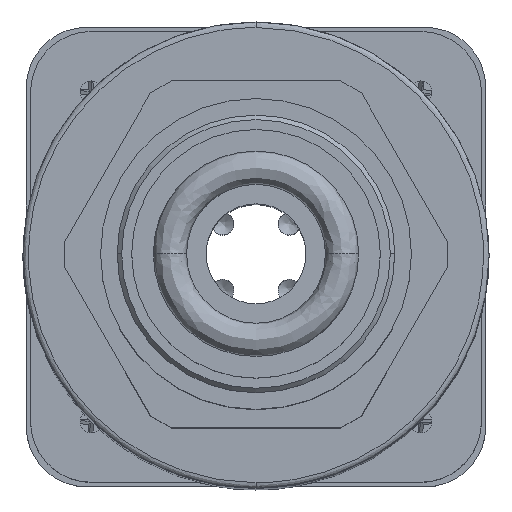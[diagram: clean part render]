
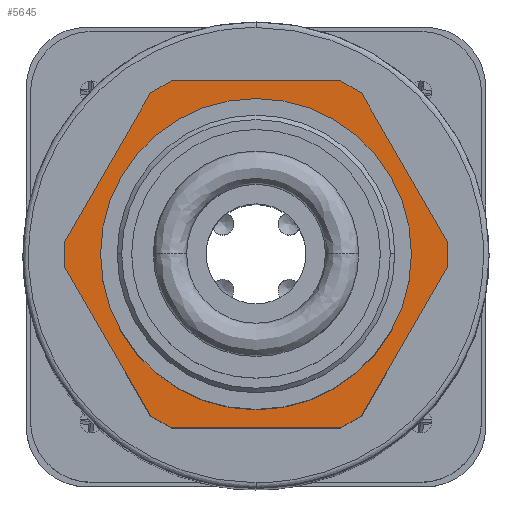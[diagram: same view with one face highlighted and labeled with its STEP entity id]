
A CAD part, top view. The second image highlights one B-rep face of the part: STEP entity #5645.
In plain terms, the highlighted planar face has unit normal (0, 0, 1).
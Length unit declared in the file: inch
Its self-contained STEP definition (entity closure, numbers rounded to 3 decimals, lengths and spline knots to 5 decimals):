
#52 = CARTESIAN_POINT ( 'NONE',  ( 0.47144, 0.0284, 0.20893 ) ) ;
#213 = LINE ( 'NONE', #7611, #9989 ) ;
#342 = ORIENTED_EDGE ( 'NONE', *, *, #4536, .T. ) ;
#363 = VERTEX_POINT ( 'NONE', #1240 ) ;
#423 = DIRECTION ( 'NONE',  ( 0.866, 0.5, 0. ) ) ;
#614 = LINE ( 'NONE', #3254, #11107 ) ;
#688 = DIRECTION ( 'NONE',  ( 0., 0., 1. ) ) ;
#747 = EDGE_CURVE ( 'NONE', #363, #2452, #4597, .T. ) ;
#813 = ORIENTED_EDGE ( 'NONE', *, *, #9728, .T. ) ;
#866 = ORIENTED_EDGE ( 'NONE', *, *, #3783, .F. ) ;
#889 = VERTEX_POINT ( 'NONE', #52 ) ;
#1130 = CARTESIAN_POINT ( 'NONE',  ( 0.40598, 0.00675, 0.20893 ) ) ;
#1175 = VECTOR ( 'NONE', #5972, 39.37008 ) ;
#1220 = AXIS2_PLACEMENT_3D ( 'NONE', #4917, #688, #7568 ) ;
#1239 = CARTESIAN_POINT ( 'NONE',  ( -0.06405, 0.2976, 0.20893 ) ) ;
#1240 = CARTESIAN_POINT ( 'NONE',  ( -0.02655, -0.30575, 0.20893 ) ) ;
#1320 = LINE ( 'NONE', #8150, #10446 ) ;
#1475 = DIRECTION ( 'NONE',  ( 0., 0., 1. ) ) ;
#1494 = LINE ( 'NONE', #2508, #9992 ) ;
#1598 = DIRECTION ( 'NONE',  ( -0.5, -0.866, 0. ) ) ;
#1661 = VERTEX_POINT ( 'NONE', #1130 ) ;
#1739 = VERTEX_POINT ( 'NONE', #3397 ) ;
#1897 = EDGE_CURVE ( 'NONE', #9215, #9200, #1991, .T. ) ;
#1991 = LINE ( 'NONE', #5430, #4599 ) ;
#2251 = ORIENTED_EDGE ( 'NONE', *, *, #3831, .T. ) ;
#2405 = VECTOR ( 'NONE', #8702, 39.37008 ) ;
#2452 = VERTEX_POINT ( 'NONE', #9941 ) ;
#2455 = EDGE_CURVE ( 'NONE', #5620, #2452, #614, .T. ) ;
#2508 = CARTESIAN_POINT ( 'NONE',  ( 0.47144, 0.0284, 0.20893 ) ) ;
#2515 = EDGE_CURVE ( 'NONE', #6912, #9930, #11175, .T. ) ;
#2852 = EDGE_LOOP ( 'NONE', ( #7083, #5702 ) ) ;
#3116 = CARTESIAN_POINT ( 'NONE',  ( -0.06405, 0.2976, 0.20893 ) ) ;
#3254 = CARTESIAN_POINT ( 'NONE',  ( -0.21947, -0.0149, 0.20893 ) ) ;
#3308 = CARTESIAN_POINT ( 'NONE',  ( 0.27852, 0.31925, 0.20893 ) ) ;
#3382 = DIRECTION ( 'NONE',  ( 1., 0., 0. ) ) ;
#3397 = CARTESIAN_POINT ( 'NONE',  ( 0.27852, -0.30575, 0.20893 ) ) ;
#3627 = EDGE_CURVE ( 'NONE', #6818, #9748, #1320, .T. ) ;
#3629 = DIRECTION ( 'NONE',  ( -0.866, 0.5, 0. ) ) ;
#3783 = EDGE_CURVE ( 'NONE', #889, #9200, #7576, .T. ) ;
#3831 = EDGE_CURVE ( 'NONE', #1739, #9215, #6942, .T. ) ;
#3894 = ORIENTED_EDGE ( 'NONE', *, *, #2515, .T. ) ;
#4141 = ORIENTED_EDGE ( 'NONE', *, *, #3627, .F. ) ;
#4228 = FACE_BOUND ( 'NONE', #2852, .T. ) ;
#4233 = CARTESIAN_POINT ( 'NONE',  ( 0.47144, -0.0149, 0.20893 ) ) ;
#4300 = LINE ( 'NONE', #10469, #2405 ) ;
#4536 = EDGE_CURVE ( 'NONE', #6818, #9987, #9175, .T. ) ;
#4597 = LINE ( 'NONE', #8046, #8209 ) ;
#4599 = VECTOR ( 'NONE', #8880, 39.37008 ) ;
#4757 = CARTESIAN_POINT ( 'NONE',  ( 0.27852, 0.31925, 0.20893 ) ) ;
#4766 = ORIENTED_EDGE ( 'NONE', *, *, #10192, .T. ) ;
#4917 = CARTESIAN_POINT ( 'NONE',  ( 0.12598, 0.00675, 0.20893 ) ) ;
#4937 = VECTOR ( 'NONE', #9358, 39.37008 ) ;
#4969 = DIRECTION ( 'NONE',  ( -1., 0., 0. ) ) ;
#5003 = LINE ( 'NONE', #10214, #4937 ) ;
#5138 = CARTESIAN_POINT ( 'NONE',  ( 0.31602, -0.2841, 0.20893 ) ) ;
#5209 = VECTOR ( 'NONE', #1598, 39.37008 ) ;
#5292 = CIRCLE ( 'NONE', #6016, 0.28 ) ;
#5430 = CARTESIAN_POINT ( 'NONE',  ( 0.31602, -0.2841, 0.20893 ) ) ;
#5487 = ORIENTED_EDGE ( 'NONE', *, *, #8736, .T. ) ;
#5578 = EDGE_CURVE ( 'NONE', #11097, #1661, #8241, .T. ) ;
#5620 = VERTEX_POINT ( 'NONE', #5773 ) ;
#5645 = ADVANCED_FACE ( 'NONE', ( #4228, #8361 ), #7676, .T. ) ;
#5702 = ORIENTED_EDGE ( 'NONE', *, *, #9442, .F. ) ;
#5773 = CARTESIAN_POINT ( 'NONE',  ( -0.21947, -0.0149, 0.20893 ) ) ;
#5942 = VECTOR ( 'NONE', #9546, 39.37008 ) ;
#5972 = DIRECTION ( 'NONE',  ( -0.866, 0.5, 0. ) ) ;
#6007 = DIRECTION ( 'NONE',  ( -0.5, 0.866, 0. ) ) ;
#6016 = AXIS2_PLACEMENT_3D ( 'NONE', #8297, #11020, #9259 ) ;
#6485 = CARTESIAN_POINT ( 'NONE',  ( 0.31602, 0.2976, 0.20893 ) ) ;
#6752 = ORIENTED_EDGE ( 'NONE', *, *, #7082, .F. ) ;
#6818 = VERTEX_POINT ( 'NONE', #1239 ) ;
#6848 = CARTESIAN_POINT ( 'NONE',  ( -0.02655, 0.31925, 0.20893 ) ) ;
#6912 = VERTEX_POINT ( 'NONE', #6485 ) ;
#6942 = LINE ( 'NONE', #10404, #5942 ) ;
#7082 = EDGE_CURVE ( 'NONE', #5620, #9987, #5003, .T. ) ;
#7083 = ORIENTED_EDGE ( 'NONE', *, *, #5578, .F. ) ;
#7550 = VECTOR ( 'NONE', #8427, 39.37008 ) ;
#7568 = DIRECTION ( 'NONE',  ( -1., 0., 0. ) ) ;
#7576 = LINE ( 'NONE', #8261, #7550 ) ;
#7611 = CARTESIAN_POINT ( 'NONE',  ( 0.66436, 0.31925, 0.20893 ) ) ;
#7676 = PLANE ( 'NONE',  #8777 ) ;
#7906 = CARTESIAN_POINT ( 'NONE',  ( -0.15402, 0.00675, 0.20893 ) ) ;
#8046 = CARTESIAN_POINT ( 'NONE',  ( -0.02655, -0.30575, 0.20893 ) ) ;
#8150 = CARTESIAN_POINT ( 'NONE',  ( -0.06405, 0.2976, 0.20893 ) ) ;
#8209 = VECTOR ( 'NONE', #3629, 39.37008 ) ;
#8241 = CIRCLE ( 'NONE', #1220, 0.28 ) ;
#8261 = CARTESIAN_POINT ( 'NONE',  ( 0.47144, 0.0284, 0.20893 ) ) ;
#8297 = CARTESIAN_POINT ( 'NONE',  ( 0.12598, 0.00675, 0.20893 ) ) ;
#8361 = FACE_OUTER_BOUND ( 'NONE', #10235, .T. ) ;
#8427 = DIRECTION ( 'NONE',  ( 0., -1., 0. ) ) ;
#8702 = DIRECTION ( 'NONE',  ( 1., 0., 0. ) ) ;
#8736 = EDGE_CURVE ( 'NONE', #363, #1739, #4300, .T. ) ;
#8777 = AXIS2_PLACEMENT_3D ( 'NONE', #11138, #1475, #3382 ) ;
#8880 = DIRECTION ( 'NONE',  ( 0.5, 0.866, 0. ) ) ;
#9175 = LINE ( 'NONE', #3116, #5209 ) ;
#9200 = VERTEX_POINT ( 'NONE', #4233 ) ;
#9215 = VERTEX_POINT ( 'NONE', #5138 ) ;
#9231 = ORIENTED_EDGE ( 'NONE', *, *, #747, .F. ) ;
#9259 = DIRECTION ( 'NONE',  ( -1., 0., 0. ) ) ;
#9358 = DIRECTION ( 'NONE',  ( 0., 1., 0. ) ) ;
#9442 = EDGE_CURVE ( 'NONE', #1661, #11097, #5292, .T. ) ;
#9546 = DIRECTION ( 'NONE',  ( 0.866, 0.5, 0. ) ) ;
#9728 = EDGE_CURVE ( 'NONE', #889, #6912, #1494, .T. ) ;
#9748 = VERTEX_POINT ( 'NONE', #6848 ) ;
#9930 = VERTEX_POINT ( 'NONE', #4757 ) ;
#9941 = CARTESIAN_POINT ( 'NONE',  ( -0.06405, -0.2841, 0.20893 ) ) ;
#9987 = VERTEX_POINT ( 'NONE', #10705 ) ;
#9989 = VECTOR ( 'NONE', #4969, 39.37008 ) ;
#9992 = VECTOR ( 'NONE', #6007, 39.37008 ) ;
#10096 = ORIENTED_EDGE ( 'NONE', *, *, #2455, .T. ) ;
#10192 = EDGE_CURVE ( 'NONE', #9930, #9748, #213, .T. ) ;
#10214 = CARTESIAN_POINT ( 'NONE',  ( -0.21947, -0.0149, 0.20893 ) ) ;
#10235 = EDGE_LOOP ( 'NONE', ( #4766, #4141, #342, #6752, #10096, #9231, #5487, #2251, #10886, #866, #813, #3894 ) ) ;
#10404 = CARTESIAN_POINT ( 'NONE',  ( 0.31602, -0.2841, 0.20893 ) ) ;
#10446 = VECTOR ( 'NONE', #423, 39.37008 ) ;
#10469 = CARTESIAN_POINT ( 'NONE',  ( 0.66436, -0.30575, 0.20893 ) ) ;
#10705 = CARTESIAN_POINT ( 'NONE',  ( -0.21947, 0.0284, 0.20893 ) ) ;
#10886 = ORIENTED_EDGE ( 'NONE', *, *, #1897, .T. ) ;
#10901 = DIRECTION ( 'NONE',  ( 0.5, -0.866, 0. ) ) ;
#11020 = DIRECTION ( 'NONE',  ( 0., 0., 1. ) ) ;
#11097 = VERTEX_POINT ( 'NONE', #7906 ) ;
#11107 = VECTOR ( 'NONE', #10901, 39.37008 ) ;
#11138 = CARTESIAN_POINT ( 'NONE',  ( 0.66436, -0.30575, 0.20893 ) ) ;
#11175 = LINE ( 'NONE', #3308, #1175 ) ;
